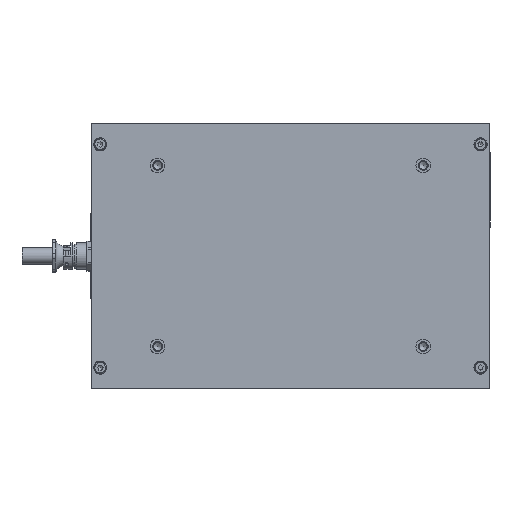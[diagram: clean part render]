
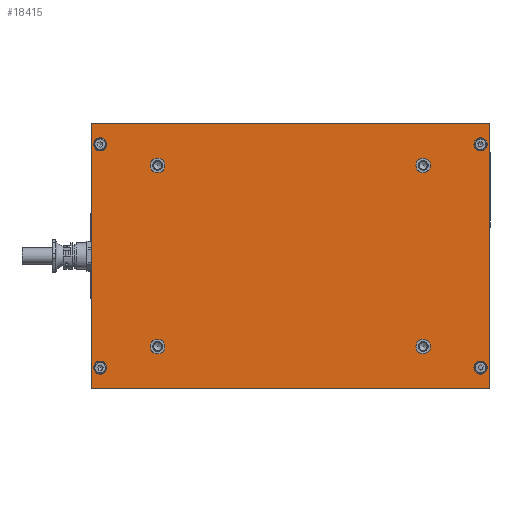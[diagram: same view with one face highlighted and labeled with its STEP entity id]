
A CAD part, top view. The second image highlights one B-rep face of the part: STEP entity #18415.
In plain terms, the highlighted planar face has unit normal (0, 0, 1).
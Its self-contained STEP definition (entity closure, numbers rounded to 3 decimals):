
#843=FACE_BOUND('',#3550,.T.);
#844=FACE_BOUND('',#3551,.T.);
#845=FACE_BOUND('',#3552,.T.);
#846=FACE_BOUND('',#3553,.T.);
#847=FACE_BOUND('',#3554,.T.);
#848=FACE_BOUND('',#3555,.T.);
#849=FACE_BOUND('',#3556,.T.);
#850=FACE_BOUND('',#3557,.T.);
#1438=PLANE('',#19438);
#2477=FACE_OUTER_BOUND('',#3549,.T.);
#3549=EDGE_LOOP('',(#16153,#16154,#16155,#16156));
#3550=EDGE_LOOP('',(#16157));
#3551=EDGE_LOOP('',(#16158));
#3552=EDGE_LOOP('',(#16159));
#3553=EDGE_LOOP('',(#16160));
#3554=EDGE_LOOP('',(#16161));
#3555=EDGE_LOOP('',(#16162));
#3556=EDGE_LOOP('',(#16163));
#3557=EDGE_LOOP('',(#16164));
#4945=LINE('',#29770,#6651);
#4985=LINE('',#30002,#6691);
#5281=LINE('',#31331,#6987);
#5282=LINE('',#31332,#6988);
#6651=VECTOR('',#22061,10.);
#6691=VECTOR('',#22135,10.);
#6987=VECTOR('',#23047,10.);
#6988=VECTOR('',#23048,10.);
#7289=CIRCLE('',#19439,5.5);
#7290=CIRCLE('',#19440,5.5);
#7291=CIRCLE('',#19441,5.5);
#7292=CIRCLE('',#19442,5.5);
#7293=CIRCLE('',#19443,6.05);
#7294=CIRCLE('',#19444,6.05);
#7295=CIRCLE('',#19445,6.05);
#7296=CIRCLE('',#19446,6.05);
#8577=VERTEX_POINT('',#29767);
#8578=VERTEX_POINT('',#29769);
#8616=VERTEX_POINT('',#29999);
#8617=VERTEX_POINT('',#30001);
#8907=VERTEX_POINT('',#31333);
#8908=VERTEX_POINT('',#31335);
#8909=VERTEX_POINT('',#31337);
#8910=VERTEX_POINT('',#31339);
#8911=VERTEX_POINT('',#31341);
#8912=VERTEX_POINT('',#31343);
#8913=VERTEX_POINT('',#31345);
#8914=VERTEX_POINT('',#31347);
#10825=EDGE_CURVE('',#8577,#8578,#4945,.T.);
#10880=EDGE_CURVE('',#8616,#8617,#4985,.T.);
#11355=EDGE_CURVE('',#8617,#8577,#5281,.T.);
#11356=EDGE_CURVE('',#8578,#8616,#5282,.T.);
#11357=EDGE_CURVE('',#8907,#8907,#7289,.T.);
#11358=EDGE_CURVE('',#8908,#8908,#7290,.T.);
#11359=EDGE_CURVE('',#8909,#8909,#7291,.T.);
#11360=EDGE_CURVE('',#8910,#8910,#7292,.T.);
#11361=EDGE_CURVE('',#8911,#8911,#7293,.T.);
#11362=EDGE_CURVE('',#8912,#8912,#7294,.T.);
#11363=EDGE_CURVE('',#8913,#8913,#7295,.T.);
#11364=EDGE_CURVE('',#8914,#8914,#7296,.T.);
#16153=ORIENTED_EDGE('',*,*,#10825,.F.);
#16154=ORIENTED_EDGE('',*,*,#11355,.F.);
#16155=ORIENTED_EDGE('',*,*,#10880,.F.);
#16156=ORIENTED_EDGE('',*,*,#11356,.F.);
#16157=ORIENTED_EDGE('',*,*,#11357,.T.);
#16158=ORIENTED_EDGE('',*,*,#11358,.T.);
#16159=ORIENTED_EDGE('',*,*,#11359,.T.);
#16160=ORIENTED_EDGE('',*,*,#11360,.T.);
#16161=ORIENTED_EDGE('',*,*,#11361,.T.);
#16162=ORIENTED_EDGE('',*,*,#11362,.T.);
#16163=ORIENTED_EDGE('',*,*,#11363,.T.);
#16164=ORIENTED_EDGE('',*,*,#11364,.T.);
#18415=ADVANCED_FACE('',(#2477,#843,#844,#845,#846,#847,#848,#849,#850),
#1438,.T.);
#19438=AXIS2_PLACEMENT_3D('',#31330,#23045,#23046);
#19439=AXIS2_PLACEMENT_3D('',#31334,#23049,#23050);
#19440=AXIS2_PLACEMENT_3D('',#31336,#23051,#23052);
#19441=AXIS2_PLACEMENT_3D('',#31338,#23053,#23054);
#19442=AXIS2_PLACEMENT_3D('',#31340,#23055,#23056);
#19443=AXIS2_PLACEMENT_3D('',#31342,#23057,#23058);
#19444=AXIS2_PLACEMENT_3D('',#31344,#23059,#23060);
#19445=AXIS2_PLACEMENT_3D('',#31346,#23061,#23062);
#19446=AXIS2_PLACEMENT_3D('',#31348,#23063,#23064);
#22061=DIRECTION('',(0.,1.,0.));
#22135=DIRECTION('',(0.,-1.,0.));
#23045=DIRECTION('center_axis',(0.,0.,
1.));
#23046=DIRECTION('ref_axis',(1.,0.,0.));
#23047=DIRECTION('',(-1.,0.,0.));
#23048=DIRECTION('',(1.,0.,0.));
#23049=DIRECTION('center_axis',(0.,0.,
-1.));
#23050=DIRECTION('ref_axis',(1.,0.,0.));
#23051=DIRECTION('center_axis',(0.,0.,
-1.));
#23052=DIRECTION('ref_axis',(1.,0.,0.));
#23053=DIRECTION('center_axis',(0.,0.,
-1.));
#23054=DIRECTION('ref_axis',(1.,0.,0.));
#23055=DIRECTION('center_axis',(0.,0.,
-1.));
#23056=DIRECTION('ref_axis',(1.,0.,0.));
#23057=DIRECTION('center_axis',(0.,0.,
-1.));
#23058=DIRECTION('ref_axis',(1.,0.,0.));
#23059=DIRECTION('center_axis',(0.,0.,
-1.));
#23060=DIRECTION('ref_axis',(1.,0.,0.));
#23061=DIRECTION('center_axis',(0.,0.,
-1.));
#23062=DIRECTION('ref_axis',(1.,0.,0.));
#23063=DIRECTION('center_axis',(0.,0.,
-1.));
#23064=DIRECTION('ref_axis',(1.,0.,0.));
#29767=CARTESIAN_POINT('',(-165.,-110.,100.));
#29769=CARTESIAN_POINT('',(-165.,110.,100.));
#29770=CARTESIAN_POINT('',(-165.,110.,100.));
#29999=CARTESIAN_POINT('',(165.,110.,100.));
#30001=CARTESIAN_POINT('',(165.,-110.,100.));
#30002=CARTESIAN_POINT('',(165.,-110.,100.));
#31330=CARTESIAN_POINT('Origin',(0.,0.,
100.));
#31331=CARTESIAN_POINT('',(-165.,-110.,100.));
#31332=CARTESIAN_POINT('',(165.,110.,100.));
#31333=CARTESIAN_POINT('',(152.,-92.5,100.));
#31334=CARTESIAN_POINT('Origin',(157.5,-92.5,100.));
#31335=CARTESIAN_POINT('',(-163.,92.5,100.));
#31336=CARTESIAN_POINT('Origin',(-157.5,92.5,100.));
#31337=CARTESIAN_POINT('',(152.,92.5,100.));
#31338=CARTESIAN_POINT('Origin',(157.5,92.5,100.));
#31339=CARTESIAN_POINT('',(-163.,-92.5,100.));
#31340=CARTESIAN_POINT('Origin',(-157.5,-92.5,100.));
#31341=CARTESIAN_POINT('',(103.95,75.,100.));
#31342=CARTESIAN_POINT('Origin',(110.,75.,100.));
#31343=CARTESIAN_POINT('',(103.95,-75.,100.));
#31344=CARTESIAN_POINT('Origin',(110.,-75.,100.));
#31345=CARTESIAN_POINT('',(-116.05,75.,100.));
#31346=CARTESIAN_POINT('Origin',(-110.,75.,100.));
#31347=CARTESIAN_POINT('',(-116.05,-75.,100.));
#31348=CARTESIAN_POINT('Origin',(-110.,-75.,100.));
